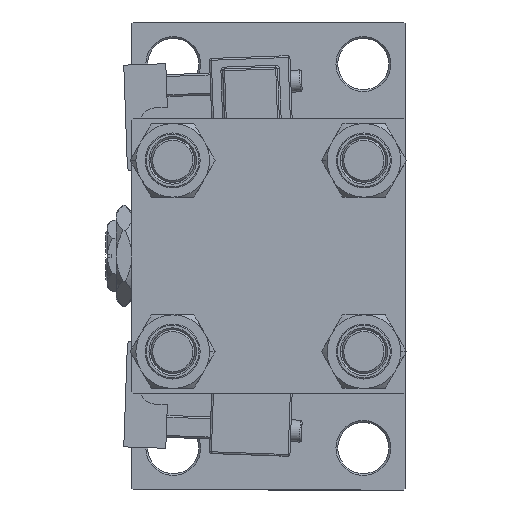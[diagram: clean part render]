
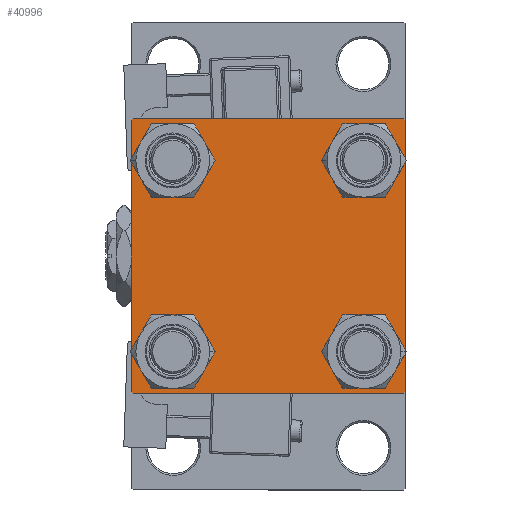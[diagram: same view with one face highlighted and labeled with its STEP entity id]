
A CAD part, left-side view. The second image highlights one B-rep face of the part: STEP entity #40996.
In plain terms, the highlighted planar face has unit normal (-1, 0, 0).
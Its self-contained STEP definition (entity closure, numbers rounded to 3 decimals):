
#93 = AXIS2_PLACEMENT_3D ( 'NONE', #37543, #13648, #42013 ) ;
#243 = AXIS2_PLACEMENT_3D ( 'NONE', #25756, #5814, #13177 ) ;
#1163 = VERTEX_POINT ( 'NONE', #13631 ) ;
#1402 = VERTEX_POINT ( 'NONE', #28804 ) ;
#1807 = ORIENTED_EDGE ( 'NONE', *, *, #40025, .T. ) ;
#1950 = CIRCLE ( 'NONE', #243, 6.5 ) ;
#2051 = DIRECTION ( 'NONE',  ( 0., 0.707, 0.707 ) ) ;
#2089 = ORIENTED_EDGE ( 'NONE', *, *, #11460, .T. ) ;
#2271 = CARTESIAN_POINT ( 'NONE',  ( 0., -26.15, 26.15 ) ) ;
#2313 = CARTESIAN_POINT ( 'NONE',  ( 0., -26.15, -26.15 ) ) ;
#2361 = PLANE ( 'NONE',  #36870 ) ;
#2466 = EDGE_CURVE ( 'NONE', #28481, #42021, #49872, .T. ) ;
#2557 = ORIENTED_EDGE ( 'NONE', *, *, #20953, .T. ) ;
#2564 = DIRECTION ( 'NONE',  ( 0., 0., -1. ) ) ;
#2866 = FACE_BOUND ( 'NONE', #19644, .T. ) ;
#3179 = EDGE_CURVE ( 'NONE', #34058, #42021, #24631, .T. ) ;
#3612 = DIRECTION ( 'NONE',  ( 0., 0., 1. ) ) ;
#4117 = EDGE_LOOP ( 'NONE', ( #37436, #15892 ) ) ;
#4424 = VECTOR ( 'NONE', #2564, 1000. ) ;
#5293 = ORIENTED_EDGE ( 'NONE', *, *, #46544, .F. ) ;
#5439 = DIRECTION ( 'NONE',  ( 0., 0., 1. ) ) ;
#5814 = DIRECTION ( 'NONE',  ( 1., 0., 0. ) ) ;
#6122 = DIRECTION ( 'NONE',  ( 0., 0., -1. ) ) ;
#6298 = FACE_BOUND ( 'NONE', #47784, .T. ) ;
#6462 = CARTESIAN_POINT ( 'NONE',  ( 0., 37.5, -37. ) ) ;
#6532 = AXIS2_PLACEMENT_3D ( 'NONE', #27482, #43539, #3612 ) ;
#7595 = CARTESIAN_POINT ( 'NONE',  ( 0., 26.15, -26.15 ) ) ;
#7645 = CARTESIAN_POINT ( 'NONE',  ( 0., 26.15, 26.15 ) ) ;
#7833 = VECTOR ( 'NONE', #41418, 1000. ) ;
#8080 = ORIENTED_EDGE ( 'NONE', *, *, #34354, .T. ) ;
#8730 = DIRECTION ( 'NONE',  ( 0., -1., 0. ) ) ;
#9255 = LINE ( 'NONE', #29708, #27606 ) ;
#9645 = LINE ( 'NONE', #25643, #34597 ) ;
#9771 = CARTESIAN_POINT ( 'NONE',  ( 0., 26.15, 19.65 ) ) ;
#9897 = VERTEX_POINT ( 'NONE', #17626 ) ;
#10091 = CARTESIAN_POINT ( 'NONE',  ( 0., -37.5, -37. ) ) ;
#10695 = EDGE_LOOP ( 'NONE', ( #37378, #2557, #21663, #34398, #5293, #30610, #32685, #50832 ) ) ;
#10986 = CARTESIAN_POINT ( 'NONE',  ( 0., -37., -37.5 ) ) ;
#11212 = DIRECTION ( 'NONE',  ( 0., 0., 1. ) ) ;
#11460 = EDGE_CURVE ( 'NONE', #43422, #30496, #22460, .T. ) ;
#11702 = AXIS2_PLACEMENT_3D ( 'NONE', #2271, #49838, #5439 ) ;
#12056 = DIRECTION ( 'NONE',  ( 0., 0., 1. ) ) ;
#12247 = CARTESIAN_POINT ( 'NONE',  ( 0., -26.15, -32.65 ) ) ;
#12518 = EDGE_CURVE ( 'NONE', #1402, #28560, #51880, .T. ) ;
#12580 = CARTESIAN_POINT ( 'NONE',  ( 0., -26.15, 19.65 ) ) ;
#13061 = CARTESIAN_POINT ( 'NONE',  ( 0., -26.15, -19.65 ) ) ;
#13089 = VERTEX_POINT ( 'NONE', #12580 ) ;
#13177 = DIRECTION ( 'NONE',  ( 0., 0., 1. ) ) ;
#13631 = CARTESIAN_POINT ( 'NONE',  ( 0., -26.15, 32.65 ) ) ;
#13648 = DIRECTION ( 'NONE',  ( 1., 0., 0. ) ) ;
#14156 = CARTESIAN_POINT ( 'NONE',  ( 0., 26.15, 26.15 ) ) ;
#14328 = EDGE_CURVE ( 'NONE', #1163, #13089, #51958, .T. ) ;
#14443 = VECTOR ( 'NONE', #6122, 1000. ) ;
#14724 = EDGE_CURVE ( 'NONE', #15518, #27441, #9255, .T. ) ;
#14908 = VECTOR ( 'NONE', #40668, 1000. ) ;
#14917 = AXIS2_PLACEMENT_3D ( 'NONE', #2313, #38790, #11212 ) ;
#15518 = VERTEX_POINT ( 'NONE', #24553 ) ;
#15821 = ORIENTED_EDGE ( 'NONE', *, *, #43964, .T. ) ;
#15855 = AXIS2_PLACEMENT_3D ( 'NONE', #7595, #31728, #12056 ) ;
#15892 = ORIENTED_EDGE ( 'NONE', *, *, #33873, .T. ) ;
#17626 = CARTESIAN_POINT ( 'NONE',  ( 0., 26.15, -19.65 ) ) ;
#17861 = DIRECTION ( 'NONE',  ( 0., 0., 1. ) ) ;
#18372 = CARTESIAN_POINT ( 'NONE',  ( 0., 0., 0. ) ) ;
#19644 = EDGE_LOOP ( 'NONE', ( #2089, #8080 ) ) ;
#20254 = VERTEX_POINT ( 'NONE', #25917 ) ;
#20953 = EDGE_CURVE ( 'NONE', #48228, #15518, #9645, .T. ) ;
#21211 = ORIENTED_EDGE ( 'NONE', *, *, #47471, .T. ) ;
#21663 = ORIENTED_EDGE ( 'NONE', *, *, #14724, .T. ) ;
#22460 = CIRCLE ( 'NONE', #6532, 6.5 ) ;
#22505 = CARTESIAN_POINT ( 'NONE',  ( 0., -37.25, 37.25 ) ) ;
#24553 = CARTESIAN_POINT ( 'NONE',  ( 0., 37., -37.5 ) ) ;
#24631 = LINE ( 'NONE', #49108, #14908 ) ;
#25375 = CARTESIAN_POINT ( 'NONE',  ( 0., -37.25, -37.25 ) ) ;
#25457 = EDGE_CURVE ( 'NONE', #42901, #48228, #38532, .T. ) ;
#25643 = CARTESIAN_POINT ( 'NONE',  ( 0., 37.25, -37.25 ) ) ;
#25756 = CARTESIAN_POINT ( 'NONE',  ( 0., -26.15, 26.15 ) ) ;
#25917 = CARTESIAN_POINT ( 'NONE',  ( 0., 26.15, -32.65 ) ) ;
#26783 = EDGE_CURVE ( 'NONE', #27441, #28262, #37210, .T. ) ;
#27329 = DIRECTION ( 'NONE',  ( 0., 0.707, -0.707 ) ) ;
#27441 = VERTEX_POINT ( 'NONE', #10986 ) ;
#27482 = CARTESIAN_POINT ( 'NONE',  ( 0., -26.15, -26.15 ) ) ;
#27606 = VECTOR ( 'NONE', #8730, 1000. ) ;
#28262 = VERTEX_POINT ( 'NONE', #10091 ) ;
#28481 = VERTEX_POINT ( 'NONE', #44189 ) ;
#28560 = VERTEX_POINT ( 'NONE', #9771 ) ;
#28804 = CARTESIAN_POINT ( 'NONE',  ( 0., 26.15, 32.65 ) ) ;
#29576 = CARTESIAN_POINT ( 'NONE',  ( 0., -37., 37.5 ) ) ;
#29708 = CARTESIAN_POINT ( 'NONE',  ( 0., 37.5, -37.5 ) ) ;
#30162 = DIRECTION ( 'NONE',  ( 1., 0., 0. ) ) ;
#30496 = VERTEX_POINT ( 'NONE', #12247 ) ;
#30610 = ORIENTED_EDGE ( 'NONE', *, *, #2466, .T. ) ;
#31669 = CIRCLE ( 'NONE', #14917, 6.5 ) ;
#31728 = DIRECTION ( 'NONE',  ( 1., 0., 0. ) ) ;
#32685 = ORIENTED_EDGE ( 'NONE', *, *, #3179, .F. ) ;
#33096 = CARTESIAN_POINT ( 'NONE',  ( 0., 37., 37.5 ) ) ;
#33382 = AXIS2_PLACEMENT_3D ( 'NONE', #7645, #38904, #34702 ) ;
#33429 = CARTESIAN_POINT ( 'NONE',  ( 0., -37.5, 37.5 ) ) ;
#33605 = FACE_BOUND ( 'NONE', #4117, .T. ) ;
#33873 = EDGE_CURVE ( 'NONE', #28560, #1402, #42619, .T. ) ;
#33949 = LINE ( 'NONE', #33429, #14443 ) ;
#34058 = VERTEX_POINT ( 'NONE', #33096 ) ;
#34296 = DIRECTION ( 'NONE',  ( 0., -0.707, -0.707 ) ) ;
#34354 = EDGE_CURVE ( 'NONE', #30496, #43422, #31669, .T. ) ;
#34376 = DIRECTION ( 'NONE',  ( -1., 0., 0. ) ) ;
#34398 = ORIENTED_EDGE ( 'NONE', *, *, #26783, .T. ) ;
#34597 = VECTOR ( 'NONE', #34296, 1000. ) ;
#34702 = DIRECTION ( 'NONE',  ( 0., 0., 1. ) ) ;
#36870 = AXIS2_PLACEMENT_3D ( 'NONE', #18372, #34376, #17861 ) ;
#36983 = CIRCLE ( 'NONE', #93, 6.5 ) ;
#37210 = LINE ( 'NONE', #25375, #7833 ) ;
#37347 = CARTESIAN_POINT ( 'NONE',  ( 0., 37.5, 37. ) ) ;
#37378 = ORIENTED_EDGE ( 'NONE', *, *, #25457, .T. ) ;
#37436 = ORIENTED_EDGE ( 'NONE', *, *, #12518, .T. ) ;
#37543 = CARTESIAN_POINT ( 'NONE',  ( 0., 26.15, -26.15 ) ) ;
#38325 = FACE_OUTER_BOUND ( 'NONE', #10695, .T. ) ;
#38519 = CIRCLE ( 'NONE', #15855, 6.5 ) ;
#38532 = LINE ( 'NONE', #50392, #4424 ) ;
#38790 = DIRECTION ( 'NONE',  ( 1., 0., 0. ) ) ;
#38904 = DIRECTION ( 'NONE',  ( 1., 0., 0. ) ) ;
#38915 = CARTESIAN_POINT ( 'NONE',  ( 0., 37.25, 37.25 ) ) ;
#39202 = VECTOR ( 'NONE', #2051, 1000. ) ;
#40025 = EDGE_CURVE ( 'NONE', #9897, #20254, #38519, .T. ) ;
#40472 = EDGE_LOOP ( 'NONE', ( #44033, #21211 ) ) ;
#40668 = DIRECTION ( 'NONE',  ( 0., -1., 0. ) ) ;
#40996 = ADVANCED_FACE ( 'NONE', ( #45977, #2866, #6298, #33605, #38325 ), #2361, .T. ) ;
#41418 = DIRECTION ( 'NONE',  ( 0., -0.707, 0.707 ) ) ;
#42013 = DIRECTION ( 'NONE',  ( 0., 0., 1. ) ) ;
#42021 = VERTEX_POINT ( 'NONE', #29576 ) ;
#42619 = CIRCLE ( 'NONE', #33382, 6.5 ) ;
#42901 = VERTEX_POINT ( 'NONE', #37347 ) ;
#42986 = VECTOR ( 'NONE', #27329, 1000. ) ;
#43422 = VERTEX_POINT ( 'NONE', #13061 ) ;
#43539 = DIRECTION ( 'NONE',  ( 1., 0., 0. ) ) ;
#43646 = LINE ( 'NONE', #38915, #42986 ) ;
#43964 = EDGE_CURVE ( 'NONE', #20254, #9897, #36983, .T. ) ;
#44033 = ORIENTED_EDGE ( 'NONE', *, *, #14328, .T. ) ;
#44189 = CARTESIAN_POINT ( 'NONE',  ( 0., -37.5, 37. ) ) ;
#45977 = FACE_BOUND ( 'NONE', #40472, .T. ) ;
#46230 = DIRECTION ( 'NONE',  ( 0., 0., 1. ) ) ;
#46544 = EDGE_CURVE ( 'NONE', #28481, #28262, #33949, .T. ) ;
#46639 = EDGE_CURVE ( 'NONE', #34058, #42901, #43646, .T. ) ;
#47471 = EDGE_CURVE ( 'NONE', #13089, #1163, #1950, .T. ) ;
#47784 = EDGE_LOOP ( 'NONE', ( #1807, #15821 ) ) ;
#48228 = VERTEX_POINT ( 'NONE', #6462 ) ;
#48538 = AXIS2_PLACEMENT_3D ( 'NONE', #14156, #30162, #46230 ) ;
#49108 = CARTESIAN_POINT ( 'NONE',  ( 0., 37.5, 37.5 ) ) ;
#49838 = DIRECTION ( 'NONE',  ( 1., 0., 0. ) ) ;
#49872 = LINE ( 'NONE', #22505, #39202 ) ;
#50392 = CARTESIAN_POINT ( 'NONE',  ( 0., 37.5, 37.5 ) ) ;
#50832 = ORIENTED_EDGE ( 'NONE', *, *, #46639, .T. ) ;
#51880 = CIRCLE ( 'NONE', #48538, 6.5 ) ;
#51958 = CIRCLE ( 'NONE', #11702, 6.5 ) ;
